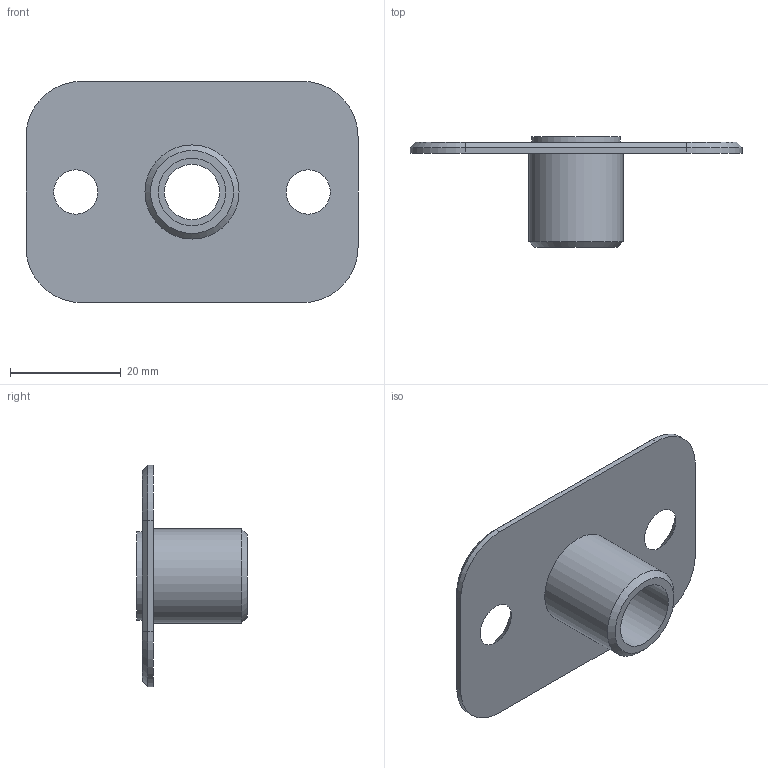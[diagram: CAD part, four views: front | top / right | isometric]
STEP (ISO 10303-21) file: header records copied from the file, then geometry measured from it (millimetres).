
FILE_DESCRIPTION (( 'STEP AP214' ), '1' );
FILE_NAME ('300352 300353 Square Ceiling Plate.STEP', '2020-06-22T14:56:11', ( '' ), ( '' ), 'SwSTEP 2.0', 'SolidWorks 2020', '' );
FILE_SCHEMA (( 'AUTOMOTIVE_DESIGN' ));
Length unit declared in the file: millimetre
Products named in the file (1): 300352 300353 Square Ceiling Plate
Bounding box: 60 x 20 x 40 mm (x, y, z)
Volume: 6184.2 mm3; surface area: 6223.3 mm2
Topology: 1 solids, 1 shells, 28 faces, 60 edges, 37 vertices
Faces by surface type: plane 13, cylinder 8, cone 7
Full cylindrical faces by diameter (mm): 10 x1, 12.2 x1, 16 x1, 17 x1
Entity records: 768 total; most frequent: DIRECTION 136, CARTESIAN_POINT 119, ORIENTED_EDGE 106, AXIS2_PLACEMENT_3D 54, EDGE_CURVE 53, EDGE_LOOP 44, VERTEX_POINT 37, FACE_OUTER_BOUND 32
